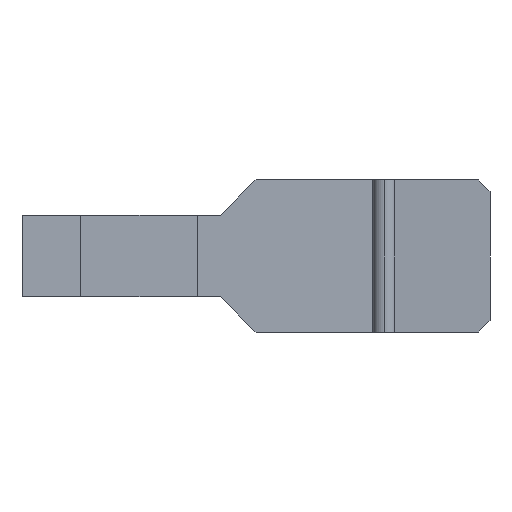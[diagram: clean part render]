
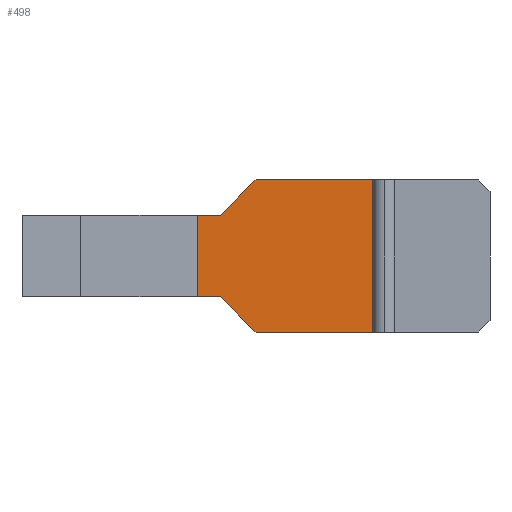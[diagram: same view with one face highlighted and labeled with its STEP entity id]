
A CAD part, left-side view. The second image highlights one B-rep face of the part: STEP entity #498.
In plain terms, the highlighted planar face has unit normal (-1, 0, 0).
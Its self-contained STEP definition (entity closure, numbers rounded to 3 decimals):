
#17 = VERTEX_POINT ( 'NONE', #1704 ) ;
#41 = VERTEX_POINT ( 'NONE', #1582 ) ;
#65 = LINE ( 'NONE', #207, #1272 ) ;
#83 = LINE ( 'NONE', #562, #1250 ) ;
#129 = VECTOR ( 'NONE', #592, 1000. ) ;
#138 = CARTESIAN_POINT ( 'NONE',  ( -16., -11., 7. ) ) ;
#150 = ORIENTED_EDGE ( 'NONE', *, *, #1950, .T. ) ;
#186 = LINE ( 'NONE', #777, #546 ) ;
#207 = CARTESIAN_POINT ( 'NONE',  ( -16., 0., 7. ) ) ;
#219 = VERTEX_POINT ( 'NONE', #1607 ) ;
#248 = ORIENTED_EDGE ( 'NONE', *, *, #1133, .F. ) ;
#285 = VECTOR ( 'NONE', #1487, 1000. ) ;
#375 = LINE ( 'NONE', #983, #1117 ) ;
#439 = EDGE_CURVE ( 'NONE', #1002, #1164, #375, .T. ) ;
#489 = DIRECTION ( 'NONE',  ( 0., 0., -1. ) ) ;
#494 = VECTOR ( 'NONE', #828, 1000. ) ;
#498 = ADVANCED_FACE ( 'NONE', ( #1780 ), #1339, .T. ) ;
#503 = CARTESIAN_POINT ( 'NONE',  ( -16., -9., 7. ) ) ;
#519 = EDGE_CURVE ( 'NONE', #1634, #17, #864, .T. ) ;
#525 = VERTEX_POINT ( 'NONE', #1609 ) ;
#546 = VECTOR ( 'NONE', #489, 1000. ) ;
#562 = CARTESIAN_POINT ( 'NONE',  ( -16., 0., 10. ) ) ;
#592 = DIRECTION ( 'NONE',  ( 0., 0.707, -0.707 ) ) ;
#730 = EDGE_CURVE ( 'NONE', #1634, #219, #83, .T. ) ;
#735 = DIRECTION ( 'NONE',  ( -1., 0., 0. ) ) ;
#754 = LINE ( 'NONE', #1496, #285 ) ;
#769 = DIRECTION ( 'NONE',  ( 0., -1., 0. ) ) ;
#777 = CARTESIAN_POINT ( 'NONE',  ( -16., -24., 7. ) ) ;
#807 = CARTESIAN_POINT ( 'NONE',  ( -16., -11., 0. ) ) ;
#828 = DIRECTION ( 'NONE',  ( 0., 1., 0. ) ) ;
#837 = LINE ( 'NONE', #1138, #494 ) ;
#864 = LINE ( 'NONE', #138, #129 ) ;
#928 = LINE ( 'NONE', #503, #1074 ) ;
#936 = DIRECTION ( 'NONE',  ( 0., 0., -1. ) ) ;
#951 = AXIS2_PLACEMENT_3D ( 'NONE', #1504, #735, #1362 ) ;
#983 = CARTESIAN_POINT ( 'NONE',  ( -16., 0., 0. ) ) ;
#1002 = VERTEX_POINT ( 'NONE', #807 ) ;
#1006 = ORIENTED_EDGE ( 'NONE', *, *, #1403, .F. ) ;
#1074 = VECTOR ( 'NONE', #936, 1000. ) ;
#1117 = VECTOR ( 'NONE', #1588, 1000. ) ;
#1126 = ORIENTED_EDGE ( 'NONE', *, *, #1604, .T. ) ;
#1133 = EDGE_CURVE ( 'NONE', #41, #1537, #837, .T. ) ;
#1134 = EDGE_LOOP ( 'NONE', ( #1605, #1547, #150, #1387, #1761, #1126, #248, #1006 ) ) ;
#1138 = CARTESIAN_POINT ( 'NONE',  ( -16., 0., -3. ) ) ;
#1146 = CARTESIAN_POINT ( 'NONE',  ( -16., -9., 0. ) ) ;
#1164 = VERTEX_POINT ( 'NONE', #1146 ) ;
#1218 = CARTESIAN_POINT ( 'NONE',  ( -16., -14., 10. ) ) ;
#1250 = VECTOR ( 'NONE', #769, 1000. ) ;
#1272 = VECTOR ( 'NONE', #1906, 1000. ) ;
#1339 = PLANE ( 'NONE',  #951 ) ;
#1362 = DIRECTION ( 'NONE',  ( 0., 0., 1. ) ) ;
#1387 = ORIENTED_EDGE ( 'NONE', *, *, #1754, .T. ) ;
#1403 = EDGE_CURVE ( 'NONE', #219, #41, #186, .T. ) ;
#1487 = DIRECTION ( 'NONE',  ( 0., -0.707, -0.707 ) ) ;
#1496 = CARTESIAN_POINT ( 'NONE',  ( -16., -14., -3. ) ) ;
#1504 = CARTESIAN_POINT ( 'NONE',  ( -16., 0., 7. ) ) ;
#1537 = VERTEX_POINT ( 'NONE', #1571 ) ;
#1547 = ORIENTED_EDGE ( 'NONE', *, *, #519, .T. ) ;
#1571 = CARTESIAN_POINT ( 'NONE',  ( -16., -14., -3. ) ) ;
#1582 = CARTESIAN_POINT ( 'NONE',  ( -16., -24., -3. ) ) ;
#1588 = DIRECTION ( 'NONE',  ( 0., 1., 0. ) ) ;
#1604 = EDGE_CURVE ( 'NONE', #1002, #1537, #754, .T. ) ;
#1605 = ORIENTED_EDGE ( 'NONE', *, *, #730, .F. ) ;
#1607 = CARTESIAN_POINT ( 'NONE',  ( -16., -24., 10. ) ) ;
#1609 = CARTESIAN_POINT ( 'NONE',  ( -16., -9., 7. ) ) ;
#1634 = VERTEX_POINT ( 'NONE', #1218 ) ;
#1704 = CARTESIAN_POINT ( 'NONE',  ( -16., -11., 7. ) ) ;
#1754 = EDGE_CURVE ( 'NONE', #525, #1164, #928, .T. ) ;
#1761 = ORIENTED_EDGE ( 'NONE', *, *, #439, .F. ) ;
#1780 = FACE_OUTER_BOUND ( 'NONE', #1134, .T. ) ;
#1906 = DIRECTION ( 'NONE',  ( 0., 1., 0. ) ) ;
#1950 = EDGE_CURVE ( 'NONE', #17, #525, #65, .T. ) ;
